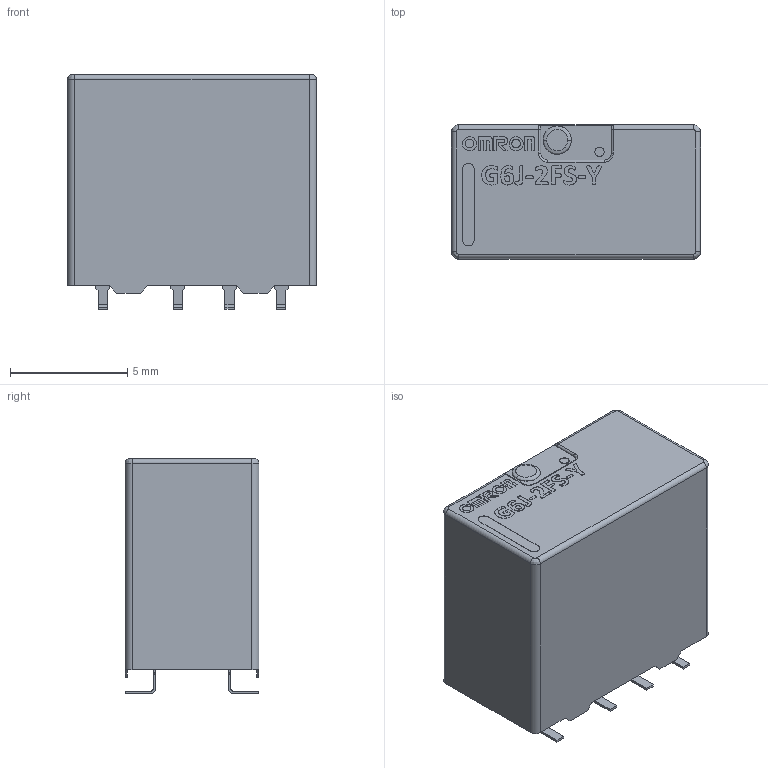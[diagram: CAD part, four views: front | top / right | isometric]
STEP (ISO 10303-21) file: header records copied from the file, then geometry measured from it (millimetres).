
FILE_DESCRIPTION (( 'STEP AP214' ), '1' );
FILE_NAME ('User Library-G6J_2FS_Y.STEP', '2021-04-22T19:16:44', ( '' ), ( '' ), 'SwSTEP 2.0', 'SolidWorks 2020', '' );
FILE_SCHEMA (( 'AUTOMOTIVE_DESIGN' ));
Length unit declared in the file: millimetre
Products named in the file (1): User Library-G6J_2FS_Y
Bounding box: 10.6 x 5.7 x 10 mm (x, y, z)
Volume: 532 mm3; surface area: 435.5 mm2
Topology: 1 solids, 1 shells, 378 faces, 1020 edges, 672 vertices
Faces by surface type: plane 223, bspline 92, cylinder 63
Entity records: 18060 total; most frequent: CARTESIAN_POINT 6825, ORIENTED_EDGE 2040, DIRECTION 1544, EDGE_CURVE 1020, LINE 718, VECTOR 718, VERTEX_POINT 672, AXIS2_PLACEMENT_3D 413
